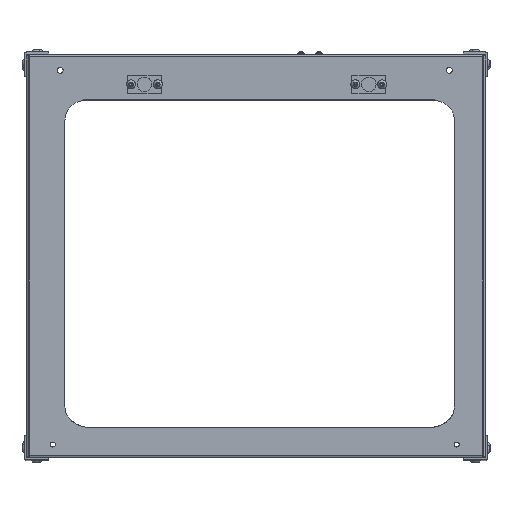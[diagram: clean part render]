
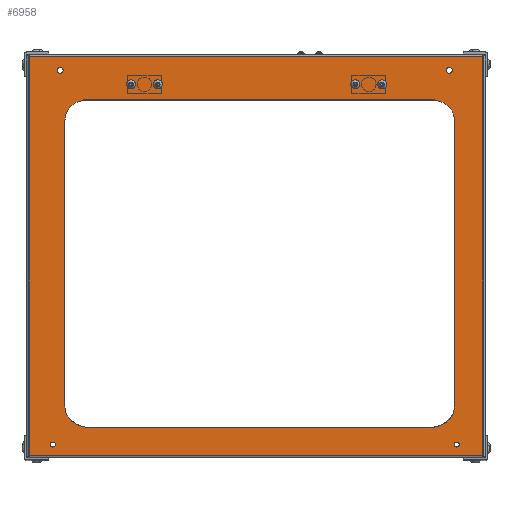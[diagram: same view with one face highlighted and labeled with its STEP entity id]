
A CAD part, top view. The second image highlights one B-rep face of the part: STEP entity #6958.
In plain terms, the highlighted planar face has unit normal (0, 0, 1).
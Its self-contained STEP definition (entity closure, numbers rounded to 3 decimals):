
#306=CARTESIAN_POINT('',(29.9,319.5,0.));
#307=VERTEX_POINT('',#306);
#316=CARTESIAN_POINT('',(27.5,319.5,0.));
#317=DIRECTION('',(0.,0.,1.));
#318=DIRECTION('',(1.,0.,-0.));
#319=AXIS2_PLACEMENT_3D('',#316,#317,#318);
#320=CIRCLE('',#319,2.4);
#321=EDGE_CURVE('',#307,#307,#320,.T.);
#339=CARTESIAN_POINT('',(350.9,319.5,0.));
#340=VERTEX_POINT('',#339);
#349=CARTESIAN_POINT('',(348.5,319.5,0.));
#350=DIRECTION('',(0.,0.,1.));
#351=DIRECTION('',(1.,0.,-0.));
#352=AXIS2_PLACEMENT_3D('',#349,#350,#351);
#353=CIRCLE('',#352,2.4);
#354=EDGE_CURVE('',#340,#340,#353,.T.);
#1667=CARTESIAN_POINT('',(47.5,295.746,0.));
#1668=VERTEX_POINT('',#1667);
#1684=CARTESIAN_POINT('',(335.5,295.746,0.));
#1685=VERTEX_POINT('',#1684);
#1693=CARTESIAN_POINT('',(47.5,295.75,0.));
#1694=DIRECTION('',(1.,0.,-0.));
#1695=VECTOR('',#1694,288.);
#1696=LINE('',#1693,#1695);
#1697=EDGE_CURVE('',#1668,#1685,#1696,.T.);
#2161=CARTESIAN_POINT('',(295.05,308.,-0.));
#2162=VERTEX_POINT('',#2161);
#2171=CARTESIAN_POINT('',(293.,308.,0.));
#2172=DIRECTION('',(0.,0.,1.));
#2173=DIRECTION('',(1.,0.,-0.));
#2174=AXIS2_PLACEMENT_3D('',#2171,#2172,#2173);
#2175=CIRCLE('',#2174,2.05);
#2176=EDGE_CURVE('',#2162,#2162,#2175,.T.);
#2194=CARTESIAN_POINT('',(273.05,308.,-0.));
#2195=VERTEX_POINT('',#2194);
#2204=CARTESIAN_POINT('',(271.,308.,0.));
#2205=DIRECTION('',(0.,0.,1.));
#2206=DIRECTION('',(1.,0.,-0.));
#2207=AXIS2_PLACEMENT_3D('',#2204,#2205,#2206);
#2208=CIRCLE('',#2207,2.05);
#2209=EDGE_CURVE('',#2195,#2195,#2208,.T.);
#2311=CARTESIAN_POINT('',(356.55,11.,0.));
#2312=VERTEX_POINT('',#2311);
#2321=CARTESIAN_POINT('',(354.5,11.,0.));
#2322=DIRECTION('',(0.,0.,1.));
#2323=DIRECTION('',(1.,0.,-0.));
#2324=AXIS2_PLACEMENT_3D('',#2321,#2322,#2323);
#2325=CIRCLE('',#2324,2.05);
#2326=EDGE_CURVE('',#2312,#2312,#2325,.T.);
#4828=CARTESIAN_POINT('',(336.,295.75,0.));
#4829=VERTEX_POINT('',#4828);
#4836=CARTESIAN_POINT('',(335.5,295.75,0.));
#4837=DIRECTION('',(1.,0.,0.));
#4838=VECTOR('',#4837,0.5);
#4839=LINE('',#4836,#4838);
#4840=EDGE_CURVE('',#1685,#4829,#4839,.T.);
#4858=CARTESIAN_POINT('',(336.,294.492,0.));
#4859=VERTEX_POINT('',#4858);
#4866=CARTESIAN_POINT('',(336.,295.75,0.));
#4867=DIRECTION('',(0.,-1.,0.));
#4868=VECTOR('',#4867,1.258);
#4869=LINE('',#4866,#4868);
#4870=EDGE_CURVE('',#4829,#4859,#4869,.T.);
#4883=CARTESIAN_POINT('',(352.5,278.5,0.));
#4884=VERTEX_POINT('',#4883);
#4891=CARTESIAN_POINT('',(336.5,278.5,0.));
#4892=DIRECTION('',(0.,0.,1.));
#4893=DIRECTION('',(1.,0.,-0.));
#4894=AXIS2_PLACEMENT_3D('',#4891,#4892,#4893);
#4895=CIRCLE('',#4894,16.);
#4896=EDGE_CURVE('',#4884,#4859,#4895,.T.);
#4922=CARTESIAN_POINT('',(352.5,42.,0.));
#4923=VERTEX_POINT('',#4922);
#4930=CARTESIAN_POINT('',(352.5,278.5,0.));
#4931=DIRECTION('',(0.,-1.,0.));
#4932=VECTOR('',#4931,236.5);
#4933=LINE('',#4930,#4932);
#4934=EDGE_CURVE('',#4884,#4923,#4933,.T.);
#4951=CARTESIAN_POINT('',(331.5,25.,0.));
#4952=VERTEX_POINT('',#4951);
#4959=CARTESIAN_POINT('',(331.5,25.,0.));
#4960=CARTESIAN_POINT('',(343.802,25.,0.));
#4961=CARTESIAN_POINT('',(352.5,32.042,0.));
#4962=CARTESIAN_POINT('',(352.5,42.,0.));
#4963=(BOUNDED_CURVE()
B_SPLINE_CURVE(3,(#4959,#4960,#4961,#4962),.UNSPECIFIED.,.F.,.F.)
B_SPLINE_CURVE_WITH_KNOTS((4,4),(0.,1.),.UNSPECIFIED.)
CURVE()
GEOMETRIC_REPRESENTATION_ITEM()
RATIONAL_B_SPLINE_CURVE((1.,0.805,0.805,1.))
REPRESENTATION_ITEM(''));
#4964=EDGE_CURVE('',#4952,#4923,#4963,.T.);
#5023=CARTESIAN_POINT('',(52.5,25.,0.));
#5024=VERTEX_POINT('',#5023);
#5031=CARTESIAN_POINT('',(52.5,25.,0.));
#5032=DIRECTION('',(1.,0.,-0.));
#5033=VECTOR('',#5032,279.);
#5034=LINE('',#5031,#5033);
#5035=EDGE_CURVE('',#5024,#4952,#5034,.T.);
#5058=CARTESIAN_POINT('',(31.5,42.,0.));
#5059=VERTEX_POINT('',#5058);
#5066=CARTESIAN_POINT('',(31.5,42.,0.));
#5067=CARTESIAN_POINT('',(31.5,32.042,0.));
#5068=CARTESIAN_POINT('',(40.198,25.,0.));
#5069=CARTESIAN_POINT('',(52.5,25.,0.));
#5070=(BOUNDED_CURVE()
B_SPLINE_CURVE(3,(#5066,#5067,#5068,#5069),.UNSPECIFIED.,.F.,.F.)
B_SPLINE_CURVE_WITH_KNOTS((4,4),(0.,1.),.UNSPECIFIED.)
CURVE()
GEOMETRIC_REPRESENTATION_ITEM()
RATIONAL_B_SPLINE_CURVE((1.,0.805,0.805,1.))
REPRESENTATION_ITEM(''));
#5071=EDGE_CURVE('',#5059,#5024,#5070,.T.);
#5133=CARTESIAN_POINT('',(31.5,278.5,0.));
#5134=VERTEX_POINT('',#5133);
#5141=CARTESIAN_POINT('',(31.5,278.5,0.));
#5142=DIRECTION('',(-0.,-1.,0.));
#5143=VECTOR('',#5142,236.5);
#5144=LINE('',#5141,#5143);
#5145=EDGE_CURVE('',#5134,#5059,#5144,.T.);
#5164=CARTESIAN_POINT('',(47.,294.492,0.));
#5165=VERTEX_POINT('',#5164);
#5172=CARTESIAN_POINT('',(47.5,278.5,0.));
#5173=DIRECTION('',(0.,0.,1.));
#5174=DIRECTION('',(1.,0.,-0.));
#5175=AXIS2_PLACEMENT_3D('',#5172,#5173,#5174);
#5176=CIRCLE('',#5175,16.);
#5177=EDGE_CURVE('',#5165,#5134,#5176,.T.);
#5197=CARTESIAN_POINT('',(47.,295.75,0.));
#5198=VERTEX_POINT('',#5197);
#5205=CARTESIAN_POINT('',(47.,295.75,0.));
#5206=DIRECTION('',(-0.,-1.,0.));
#5207=VECTOR('',#5206,1.258);
#5208=LINE('',#5205,#5207);
#5209=EDGE_CURVE('',#5198,#5165,#5208,.T.);
#6173=CARTESIAN_POINT('',(1.75,1.75,0.));
#6174=VERTEX_POINT('',#6173);
#6199=CARTESIAN_POINT('',(376.25,1.75,0.));
#6200=VERTEX_POINT('',#6199);
#6208=CARTESIAN_POINT('',(1.75,1.75,0.));
#6209=DIRECTION('',(1.,0.,-0.));
#6210=VECTOR('',#6209,374.5);
#6211=LINE('',#6208,#6210);
#6212=EDGE_CURVE('',#6174,#6200,#6211,.T.);
#6229=CARTESIAN_POINT('',(1.75,331.25,-0.));
#6230=VERTEX_POINT('',#6229);
#6247=CARTESIAN_POINT('',(1.75,331.25,0.));
#6248=DIRECTION('',(-0.,-1.,-0.));
#6249=VECTOR('',#6248,329.5);
#6250=LINE('',#6247,#6249);
#6251=EDGE_CURVE('',#6230,#6174,#6250,.T.);
#6505=CARTESIAN_POINT('',(376.25,331.25,-0.));
#6506=VERTEX_POINT('',#6505);
#6514=CARTESIAN_POINT('',(376.25,1.75,0.));
#6515=DIRECTION('',(-0.,1.,-0.));
#6516=VECTOR('',#6515,329.5);
#6517=LINE('',#6514,#6516);
#6518=EDGE_CURVE('',#6200,#6506,#6517,.T.);
#6551=CARTESIAN_POINT('',(376.25,331.25,0.));
#6552=DIRECTION('',(-1.,-0.,0.));
#6553=VECTOR('',#6552,374.5);
#6554=LINE('',#6551,#6553);
#6555=EDGE_CURVE('',#6506,#6230,#6554,.T.);
#6880=CARTESIAN_POINT('',(1.25,1.25,0.));
#6881=DIRECTION('',(0.,0.,1.));
#6882=DIRECTION('',(1.,0.,0.));
#6883=AXIS2_PLACEMENT_3D('',#6880,#6881,#6882);
#6884=PLANE('',#6883);
#6885=ORIENTED_EDGE('',*,*,#321,.F.);
#6886=EDGE_LOOP('',(#6885));
#6887=FACE_BOUND('',#6886,.T.);
#6888=ORIENTED_EDGE('',*,*,#354,.F.);
#6889=EDGE_LOOP('',(#6888));
#6890=FACE_BOUND('',#6889,.T.);
#6891=CARTESIAN_POINT('',(110.05,308.,-0.));
#6892=VERTEX_POINT('',#6891);
#6893=CARTESIAN_POINT('',(108.,308.,0.));
#6894=DIRECTION('',(0.,0.,1.));
#6895=DIRECTION('',(1.,0.,-0.));
#6896=AXIS2_PLACEMENT_3D('',#6893,#6894,#6895);
#6897=CIRCLE('',#6896,2.05);
#6898=EDGE_CURVE('',#6892,#6892,#6897,.T.);
#6899=ORIENTED_EDGE('',*,*,#6898,.F.);
#6900=EDGE_LOOP('',(#6899));
#6901=FACE_BOUND('',#6900,.T.);
#6902=CARTESIAN_POINT('',(88.05,308.,-0.));
#6903=VERTEX_POINT('',#6902);
#6904=CARTESIAN_POINT('',(86.,308.,0.));
#6905=DIRECTION('',(0.,0.,1.));
#6906=DIRECTION('',(1.,0.,-0.));
#6907=AXIS2_PLACEMENT_3D('',#6904,#6905,#6906);
#6908=CIRCLE('',#6907,2.05);
#6909=EDGE_CURVE('',#6903,#6903,#6908,.T.);
#6910=ORIENTED_EDGE('',*,*,#6909,.F.);
#6911=EDGE_LOOP('',(#6910));
#6912=FACE_BOUND('',#6911,.T.);
#6913=ORIENTED_EDGE('',*,*,#2176,.F.);
#6914=EDGE_LOOP('',(#6913));
#6915=FACE_BOUND('',#6914,.T.);
#6916=ORIENTED_EDGE('',*,*,#2209,.F.);
#6917=EDGE_LOOP('',(#6916));
#6918=FACE_BOUND('',#6917,.T.);
#6919=CARTESIAN_POINT('',(23.55,11.,0.));
#6920=VERTEX_POINT('',#6919);
#6921=CARTESIAN_POINT('',(21.5,11.,0.));
#6922=DIRECTION('',(0.,0.,1.));
#6923=DIRECTION('',(1.,0.,-0.));
#6924=AXIS2_PLACEMENT_3D('',#6921,#6922,#6923);
#6925=CIRCLE('',#6924,2.05);
#6926=EDGE_CURVE('',#6920,#6920,#6925,.T.);
#6927=ORIENTED_EDGE('',*,*,#6926,.F.);
#6928=EDGE_LOOP('',(#6927));
#6929=FACE_BOUND('',#6928,.T.);
#6930=ORIENTED_EDGE('',*,*,#2326,.F.);
#6931=EDGE_LOOP('',(#6930));
#6932=FACE_BOUND('',#6931,.T.);
#6933=ORIENTED_EDGE('',*,*,#5209,.F.);
#6934=CARTESIAN_POINT('',(47.,295.75,0.));
#6935=DIRECTION('',(1.,0.,-0.));
#6936=VECTOR('',#6935,0.5);
#6937=LINE('',#6934,#6936);
#6938=EDGE_CURVE('',#5198,#1668,#6937,.T.);
#6939=ORIENTED_EDGE('',*,*,#6938,.T.);
#6940=ORIENTED_EDGE('',*,*,#1697,.T.);
#6941=ORIENTED_EDGE('',*,*,#4840,.T.);
#6942=ORIENTED_EDGE('',*,*,#4870,.T.);
#6943=ORIENTED_EDGE('',*,*,#4896,.F.);
#6944=ORIENTED_EDGE('',*,*,#4934,.T.);
#6945=ORIENTED_EDGE('',*,*,#4964,.F.);
#6946=ORIENTED_EDGE('',*,*,#5035,.F.);
#6947=ORIENTED_EDGE('',*,*,#5071,.F.);
#6948=ORIENTED_EDGE('',*,*,#5145,.F.);
#6949=ORIENTED_EDGE('',*,*,#5177,.F.);
#6950=EDGE_LOOP('',(#6933,#6939,#6940,#6941,#6942,#6943,#6944,#6945,#6946,#6947,#6948,#6949));
#6951=FACE_BOUND('',#6950,.T.);
#6952=ORIENTED_EDGE('',*,*,#6555,.T.);
#6953=ORIENTED_EDGE('',*,*,#6251,.T.);
#6954=ORIENTED_EDGE('',*,*,#6212,.T.);
#6955=ORIENTED_EDGE('',*,*,#6518,.T.);
#6956=EDGE_LOOP('',(#6952,#6953,#6954,#6955));
#6957=FACE_BOUND('',#6956,.T.);
#6958=ADVANCED_FACE('',(#6887,#6890,#6901,#6912,#6915,#6918,#6929,#6932,#6951,#6957),#6884,.T.);
